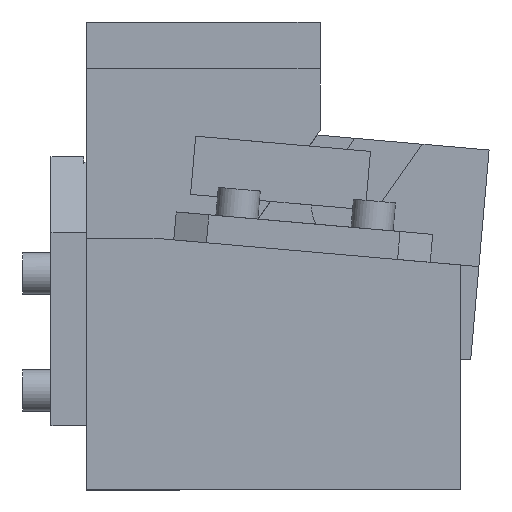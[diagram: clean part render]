
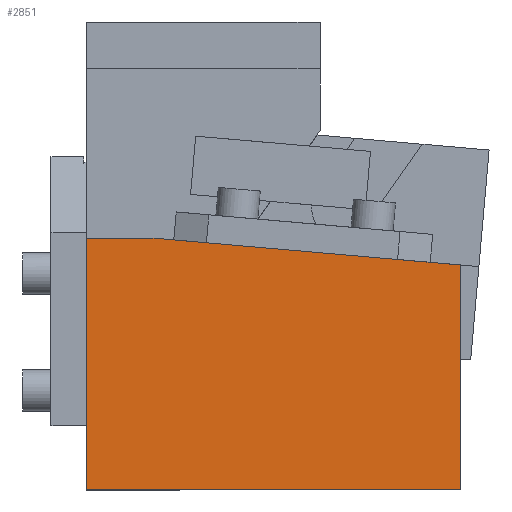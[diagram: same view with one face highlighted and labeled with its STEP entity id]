
A CAD part, front view. The second image highlights one B-rep face of the part: STEP entity #2851.
In plain terms, the highlighted planar face has unit normal (0, -1, 0).
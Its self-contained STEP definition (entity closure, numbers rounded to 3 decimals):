
#1717=CARTESIAN_POINT('Vertex',(0.,0.,107.5)) ;
#1721=CARTESIAN_POINT('Control Point',(30.322,0.,107.5)) ;
#1722=CARTESIAN_POINT('Control Point',(24.257,0.,107.5)) ;
#1723=CARTESIAN_POINT('Control Point',(18.193,0.,107.5)) ;
#1724=CARTESIAN_POINT('Control Point',(12.129,0.,107.5)) ;
#1725=CARTESIAN_POINT('Control Point',(6.064,0.,107.5)) ;
#1726=CARTESIAN_POINT('Control Point',(0.,0.,107.5)) ;
#1727=CARTESIAN_POINT('Vertex',(30.322,0.,107.5)) ;
#2438=CARTESIAN_POINT('Vertex',(0.,0.,0.)) ;
#2442=CARTESIAN_POINT('Control Point',(0.,0.,107.5)) ;
#2443=CARTESIAN_POINT('Control Point',(0.,0.,86.)) ;
#2444=CARTESIAN_POINT('Control Point',(0.,0.,64.5)) ;
#2445=CARTESIAN_POINT('Control Point',(0.,0.,43.)) ;
#2446=CARTESIAN_POINT('Control Point',(0.,0.,21.5)) ;
#2447=CARTESIAN_POINT('Control Point',(0.,0.,0.)) ;
#2743=CARTESIAN_POINT('Line Origine',(160.,0.,48.077)) ;
#2747=CARTESIAN_POINT('Vertex',(160.,0.,0.)) ;
#2749=CARTESIAN_POINT('Vertex',(160.,0.,96.155)) ;
#2807=CARTESIAN_POINT('Axis2P3D Location',(0.,0.,0.)) ;
#2813=CARTESIAN_POINT('Control Point',(30.322,0.,107.5)) ;
#2814=CARTESIAN_POINT('Control Point',(34.54,0.,107.131)) ;
#2815=CARTESIAN_POINT('Control Point',(38.759,0.,106.762)) ;
#2816=CARTESIAN_POINT('Control Point',(42.977,0.,106.393)) ;
#2817=CARTESIAN_POINT('Control Point',(47.196,0.,106.024)) ;
#2818=CARTESIAN_POINT('Control Point',(51.415,0.,105.655)) ;
#2819=CARTESIAN_POINT('Vertex',(51.415,0.,105.655)) ;
#2822=CARTESIAN_POINT('Line Origine',(80.,0.,0.)) ;
#2827=CARTESIAN_POINT('Line Origine',(146.551,0.,97.331)) ;
#2831=CARTESIAN_POINT('Vertex',(133.103,0.,98.508)) ;
#2835=CARTESIAN_POINT('Control Point',(133.103,0.,98.508)) ;
#2836=CARTESIAN_POINT('Control Point',(116.765,0.,99.937)) ;
#2837=CARTESIAN_POINT('Control Point',(100.428,0.,101.367)) ;
#2838=CARTESIAN_POINT('Control Point',(84.09,0.,102.796)) ;
#2839=CARTESIAN_POINT('Control Point',(67.752,0.,104.225)) ;
#2840=CARTESIAN_POINT('Control Point',(51.415,0.,105.655)) ;
#2744=DIRECTION('Vector Direction',(0.,0.,1.)) ;
#2808=DIRECTION('Axis2P3D Direction',(0.,-1.,0.)) ;
#2809=DIRECTION('Axis2P3D XDirection',(1.,0.,0.)) ;
#2823=DIRECTION('Vector Direction',(-1.,0.,0.)) ;
#2828=DIRECTION('Vector Direction',(-0.996,0.,0.087)) ;
#2810=AXIS2_PLACEMENT_3D('Plane Axis2P3D',#2807,#2808,#2809) ;
#2843=ORIENTED_EDGE('',*,*,#2821,.F.) ;
#2844=ORIENTED_EDGE('',*,*,#1729,.T.) ;
#2845=ORIENTED_EDGE('',*,*,#2448,.T.) ;
#2846=ORIENTED_EDGE('',*,*,#2826,.F.) ;
#2847=ORIENTED_EDGE('',*,*,#2751,.T.) ;
#2848=ORIENTED_EDGE('',*,*,#2833,.T.) ;
#2849=ORIENTED_EDGE('',*,*,#2841,.T.) ;
#2745=VECTOR('Line Direction',#2744,1.) ;
#2824=VECTOR('Line Direction',#2823,1.) ;
#2829=VECTOR('Line Direction',#2828,1.) ;
#2851=ADVANCED_FACE('CAM HOLDER',(#2850),#2811,.T.) ;
#1720=B_SPLINE_CURVE_WITH_KNOTS('',5,(#1721,#1722,#1723,#1724,#1725,#1726),.UNSPECIFIED.,.F.,.U.,(6,6),(0.,30.322),.UNSPECIFIED.) ;
#2441=B_SPLINE_CURVE_WITH_KNOTS('',5,(#2442,#2443,#2444,#2445,#2446,#2447),.UNSPECIFIED.,.F.,.U.,(6,6),(0.,107.5),.UNSPECIFIED.) ;
#2812=B_SPLINE_CURVE_WITH_KNOTS('',5,(#2813,#2814,#2815,#2816,#2817,#2818),.UNSPECIFIED.,.F.,.U.,(6,6),(0.,21.174),.UNSPECIFIED.) ;
#2834=B_SPLINE_CURVE_WITH_KNOTS('',5,(#2835,#2836,#2837,#2838,#2839,#2840),.UNSPECIFIED.,.F.,.U.,(6,6),(0.,82.),.UNSPECIFIED.) ;
#1729=EDGE_CURVE('',#1728,#1718,#1720,.T.) ;
#2448=EDGE_CURVE('',#1718,#2439,#2441,.T.) ;
#2751=EDGE_CURVE('',#2748,#2750,#2746,.T.) ;
#2821=EDGE_CURVE('',#1728,#2820,#2812,.T.) ;
#2826=EDGE_CURVE('',#2748,#2439,#2825,.T.) ;
#2833=EDGE_CURVE('',#2750,#2832,#2830,.T.) ;
#2841=EDGE_CURVE('',#2832,#2820,#2834,.T.) ;
#2842=EDGE_LOOP('',(#2843,#2844,#2845,#2846,#2847,#2848,#2849)) ;
#2850=FACE_OUTER_BOUND('',#2842,.T.) ;
#2746=LINE('Line',#2743,#2745) ;
#2825=LINE('Line',#2822,#2824) ;
#2830=LINE('Line',#2827,#2829) ;
#2811=PLANE('Plane',#2810) ;
#1718=VERTEX_POINT('',#1717) ;
#1728=VERTEX_POINT('',#1727) ;
#2439=VERTEX_POINT('',#2438) ;
#2748=VERTEX_POINT('',#2747) ;
#2750=VERTEX_POINT('',#2749) ;
#2820=VERTEX_POINT('',#2819) ;
#2832=VERTEX_POINT('',#2831) ;
